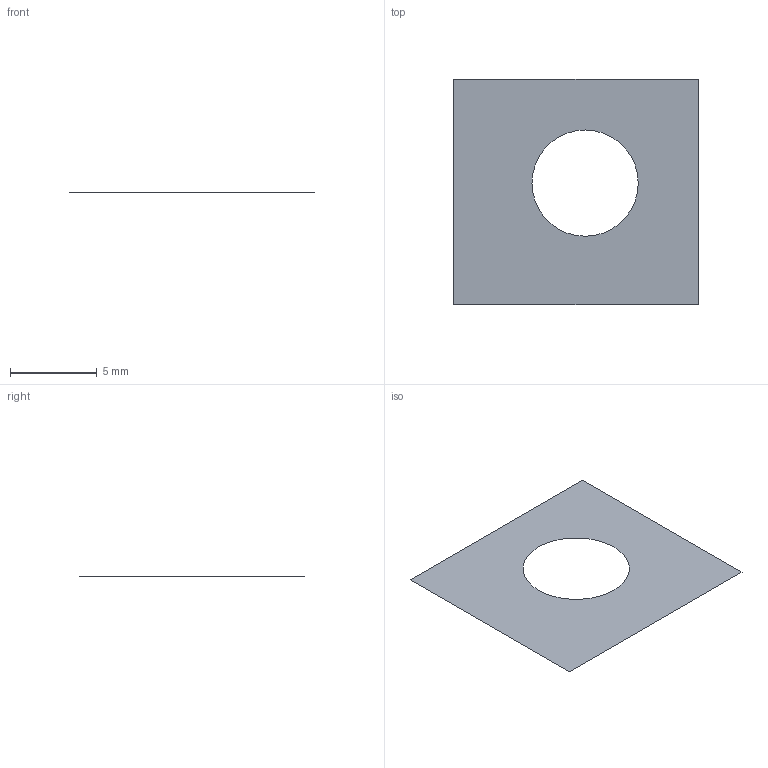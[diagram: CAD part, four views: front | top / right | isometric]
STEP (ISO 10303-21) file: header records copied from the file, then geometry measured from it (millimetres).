
FILE_DESCRIPTION(/* description */ (''),/* implementation_level */ '2;1');
FILE_NAME(/* name */ 'square_donut2t.stp',/* time_stamp */ '2022-07-10T20:37:14+01:00',/* author */ ('Jonathan'),/* organization */ (''),/* preprocessor_version */ 'ST-DEVELOPER v18.1',/* originating_system */ 'Autodesk Inventor 2021',/* authorisation */ '');
FILE_SCHEMA (('AUTOMOTIVE_DESIGN { 1 0 10303 214 3 1 1 }'));
Length unit declared in the file: millimetre
Products named in the file (1): Part1
Bounding box: 14.06 x 12.97 x 0 mm (x, y, z)
Surface area: 152.9 mm2 (no closed solid volume)
Topology: 0 solids, 1 shells, 1 faces, 5 edges, 5 vertices
Faces by surface type: plane 1
Entity records: 99 total; most frequent: CARTESIAN_POINT 12, DIRECTION 10, VERTEX_POINT 5, EDGE_CURVE 5, ORIENTED_EDGE 5, LINE 4, VECTOR 4, AXIS2_PLACEMENT_3D 3
